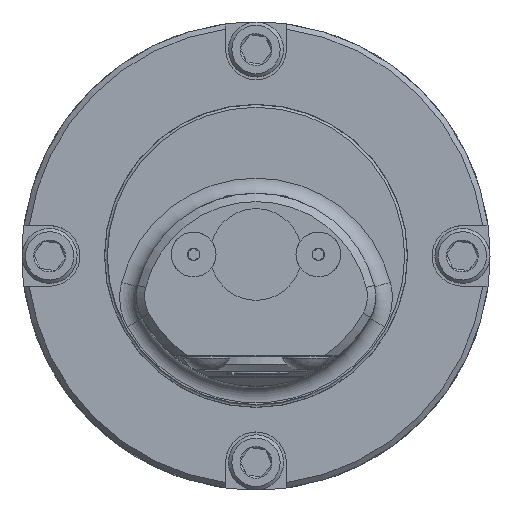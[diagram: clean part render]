
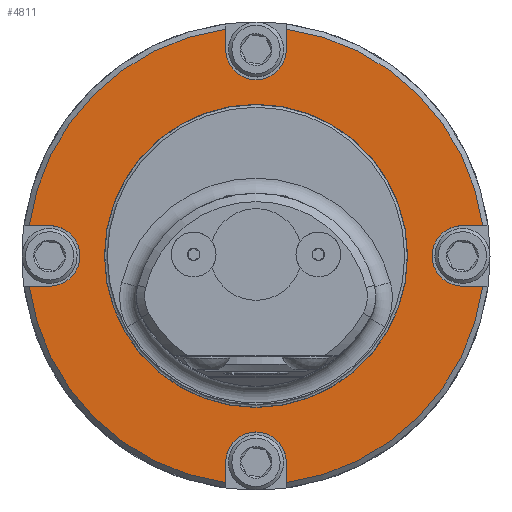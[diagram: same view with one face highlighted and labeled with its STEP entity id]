
A CAD part, top view. The second image highlights one B-rep face of the part: STEP entity #4811.
In plain terms, the highlighted planar face has unit normal (0, 0, 1).
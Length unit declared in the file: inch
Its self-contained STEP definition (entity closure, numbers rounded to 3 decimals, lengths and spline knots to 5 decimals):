
#70=FACE_BOUND('',#1096,.T.);
#401=CIRCLE('',#5348,0.172);
#402=CIRCLE('',#5350,0.172);
#408=CIRCLE('',#5360,0.86);
#410=CIRCLE('',#5363,1.2975);
#411=CIRCLE('',#5365,1.2975);
#412=CIRCLE('',#5367,1.2975);
#413=CIRCLE('',#5369,1.2975);
#414=CIRCLE('',#5371,0.172);
#415=CIRCLE('',#5372,0.172);
#753=FACE_OUTER_BOUND('',#1095,.T.);
#1095=EDGE_LOOP('',(#3925,#3926,#3927,#3928,#3929,#3930,#3931,#3932,#3933,
#3934,#3935,#3936,#3937,#3938,#3939,#3940));
#1096=EDGE_LOOP('',(#3941));
#1489=LINE('',#8358,#1763);
#1490=LINE('',#8359,#1764);
#1491=LINE('',#8360,#1765);
#1492=LINE('',#8362,#1766);
#1493=LINE('',#8365,#1767);
#1494=LINE('',#8366,#1768);
#1495=LINE('',#8367,#1769);
#1496=LINE('',#8368,#1770);
#1763=VECTOR('',#6694,39.37008);
#1764=VECTOR('',#6695,39.37008);
#1765=VECTOR('',#6696,39.37008);
#1766=VECTOR('',#6697,39.37008);
#1767=VECTOR('',#6700,39.37008);
#1768=VECTOR('',#6701,39.37008);
#1769=VECTOR('',#6702,39.37008);
#1770=VECTOR('',#6703,39.37008);
#2125=VERTEX_POINT('',#8261);
#2126=VERTEX_POINT('',#8262);
#2127=VERTEX_POINT('',#8267);
#2128=VERTEX_POINT('',#8269);
#2138=VERTEX_POINT('',#8301);
#2140=VERTEX_POINT('',#8307);
#2141=VERTEX_POINT('',#8308);
#2142=VERTEX_POINT('',#8319);
#2143=VERTEX_POINT('',#8320);
#2144=VERTEX_POINT('',#8331);
#2145=VERTEX_POINT('',#8332);
#2146=VERTEX_POINT('',#8343);
#2147=VERTEX_POINT('',#8348);
#2148=VERTEX_POINT('',#8355);
#2149=VERTEX_POINT('',#8356);
#2150=VERTEX_POINT('',#8361);
#2151=VERTEX_POINT('',#8363);
#2725=EDGE_CURVE('',#2125,#2126,#401,.T.);
#2729=EDGE_CURVE('',#2127,#2128,#402,.T.);
#2747=EDGE_CURVE('',#2138,#2138,#408,.T.);
#2750=EDGE_CURVE('',#2140,#2141,#410,.T.);
#2753=EDGE_CURVE('',#2142,#2143,#411,.T.);
#2756=EDGE_CURVE('',#2144,#2145,#412,.T.);
#2760=EDGE_CURVE('',#2147,#2146,#413,.T.);
#2762=EDGE_CURVE('',#2148,#2149,#414,.T.);
#2763=EDGE_CURVE('',#2140,#2148,#1489,.T.);
#2764=EDGE_CURVE('',#2126,#2141,#1490,.T.);
#2765=EDGE_CURVE('',#2142,#2125,#1491,.T.);
#2766=EDGE_CURVE('',#2150,#2143,#1492,.T.);
#2767=EDGE_CURVE('',#2151,#2150,#415,.T.);
#2768=EDGE_CURVE('',#2144,#2151,#1493,.T.);
#2769=EDGE_CURVE('',#2128,#2145,#1494,.T.);
#2770=EDGE_CURVE('',#2147,#2127,#1495,.T.);
#2771=EDGE_CURVE('',#2149,#2146,#1496,.T.);
#3925=ORIENTED_EDGE('',*,*,#2762,.F.);
#3926=ORIENTED_EDGE('',*,*,#2763,.F.);
#3927=ORIENTED_EDGE('',*,*,#2750,.T.);
#3928=ORIENTED_EDGE('',*,*,#2764,.F.);
#3929=ORIENTED_EDGE('',*,*,#2725,.F.);
#3930=ORIENTED_EDGE('',*,*,#2765,.F.);
#3931=ORIENTED_EDGE('',*,*,#2753,.T.);
#3932=ORIENTED_EDGE('',*,*,#2766,.F.);
#3933=ORIENTED_EDGE('',*,*,#2767,.F.);
#3934=ORIENTED_EDGE('',*,*,#2768,.F.);
#3935=ORIENTED_EDGE('',*,*,#2756,.T.);
#3936=ORIENTED_EDGE('',*,*,#2769,.F.);
#3937=ORIENTED_EDGE('',*,*,#2729,.F.);
#3938=ORIENTED_EDGE('',*,*,#2770,.F.);
#3939=ORIENTED_EDGE('',*,*,#2760,.T.);
#3940=ORIENTED_EDGE('',*,*,#2771,.F.);
#3941=ORIENTED_EDGE('',*,*,#2747,.F.);
#4227=PLANE('',#5370);
#4811=ADVANCED_FACE('',(#753,#70),#4227,.F.);
#5348=AXIS2_PLACEMENT_3D('',#8263,#6630,#6631);
#5350=AXIS2_PLACEMENT_3D('',#8270,#6637,#6638);
#5360=AXIS2_PLACEMENT_3D('',#8302,#6669,#6670);
#5363=AXIS2_PLACEMENT_3D('',#8309,#6676,#6677);
#5365=AXIS2_PLACEMENT_3D('',#8321,#6680,#6681);
#5367=AXIS2_PLACEMENT_3D('',#8333,#6684,#6685);
#5369=AXIS2_PLACEMENT_3D('',#8349,#6688,#6689);
#5370=AXIS2_PLACEMENT_3D('',#8354,#6690,#6691);
#5371=AXIS2_PLACEMENT_3D('',#8357,#6692,#6693);
#5372=AXIS2_PLACEMENT_3D('',#8364,#6698,#6699);
#6630=DIRECTION('center_axis',(0.,0.,1.));
#6631=DIRECTION('ref_axis',(1.,0.,0.));
#6637=DIRECTION('center_axis',(0.,0.,1.));
#6638=DIRECTION('ref_axis',(1.,0.,0.));
#6669=DIRECTION('center_axis',(0.,0.,1.));
#6670=DIRECTION('ref_axis',(1.,0.,0.));
#6676=DIRECTION('center_axis',(0.,0.,1.));
#6677=DIRECTION('ref_axis',(1.,0.,0.));
#6680=DIRECTION('center_axis',(0.,0.,1.));
#6681=DIRECTION('ref_axis',(1.,0.,0.));
#6684=DIRECTION('center_axis',(0.,0.,1.));
#6685=DIRECTION('ref_axis',(1.,0.,0.));
#6688=DIRECTION('center_axis',(0.,0.,1.));
#6689=DIRECTION('ref_axis',(1.,0.,0.));
#6690=DIRECTION('center_axis',(0.,0.,-1.));
#6691=DIRECTION('ref_axis',(0.,-1.,0.));
#6692=DIRECTION('center_axis',(0.,0.,1.));
#6693=DIRECTION('ref_axis',(1.,0.,0.));
#6694=DIRECTION('',(0.,-1.,0.));
#6695=DIRECTION('',(-1.,0.,0.));
#6696=DIRECTION('',(1.,0.,0.));
#6697=DIRECTION('',(0.,-1.,0.));
#6698=DIRECTION('center_axis',(0.,0.,1.));
#6699=DIRECTION('ref_axis',(1.,0.,0.));
#6700=DIRECTION('',(0.,1.,0.));
#6701=DIRECTION('',(1.,0.,0.));
#6702=DIRECTION('',(-1.,0.,0.));
#6703=DIRECTION('',(0.,1.,0.));
#8261=CARTESIAN_POINT('',(-1.171,0.51031,3.69478));
#8262=CARTESIAN_POINT('',(-1.171,0.85431,3.69478));
#8263=CARTESIAN_POINT('Origin',(-1.171,0.68231,3.69478));
#8267=CARTESIAN_POINT('',(1.171,0.85431,3.69478));
#8269=CARTESIAN_POINT('',(1.171,0.51031,3.69478));
#8270=CARTESIAN_POINT('Origin',(1.171,0.68231,3.69478));
#8301=CARTESIAN_POINT('',(-0.86,0.68231,3.69478));
#8302=CARTESIAN_POINT('Origin',(0.,0.68231,
3.69478));
#8307=CARTESIAN_POINT('',(-0.172,1.96836,3.69478));
#8308=CARTESIAN_POINT('',(-1.28605,0.85431,3.69478));
#8309=CARTESIAN_POINT('Origin',(0.,0.68231,
3.69478));
#8319=CARTESIAN_POINT('',(-1.28605,0.51031,3.69478));
#8320=CARTESIAN_POINT('',(-0.172,-0.60374,3.69478));
#8321=CARTESIAN_POINT('Origin',(0.,0.68231,
3.69478));
#8331=CARTESIAN_POINT('',(0.172,-0.60374,3.69478));
#8332=CARTESIAN_POINT('',(1.28605,0.51031,3.69478));
#8333=CARTESIAN_POINT('Origin',(0.,0.68231,
3.69478));
#8343=CARTESIAN_POINT('',(0.172,1.96836,3.69478));
#8348=CARTESIAN_POINT('',(1.28605,0.85431,3.69478));
#8349=CARTESIAN_POINT('Origin',(0.,0.68231,
3.69478));
#8354=CARTESIAN_POINT('Origin',(0.,1.97981,
3.69478));
#8355=CARTESIAN_POINT('',(-0.172,1.85331,3.69478));
#8356=CARTESIAN_POINT('',(0.172,1.85331,3.69478));
#8357=CARTESIAN_POINT('Origin',(0.,1.85331,3.69478));
#8358=CARTESIAN_POINT('',(-0.172,1.85331,3.69478));
#8359=CARTESIAN_POINT('',(-1.171,0.85431,3.69478));
#8360=CARTESIAN_POINT('',(-1.171,0.51031,3.69478));
#8361=CARTESIAN_POINT('',(-0.172,-0.48869,3.69478));
#8362=CARTESIAN_POINT('',(-0.172,-0.48869,3.69478));
#8363=CARTESIAN_POINT('',(0.172,-0.48869,3.69478));
#8364=CARTESIAN_POINT('Origin',(0.,-0.48869,
3.69478));
#8365=CARTESIAN_POINT('',(0.172,-0.48869,3.69478));
#8366=CARTESIAN_POINT('',(1.171,0.51031,3.69478));
#8367=CARTESIAN_POINT('',(1.171,0.85431,3.69478));
#8368=CARTESIAN_POINT('',(0.172,1.85331,3.69478));
